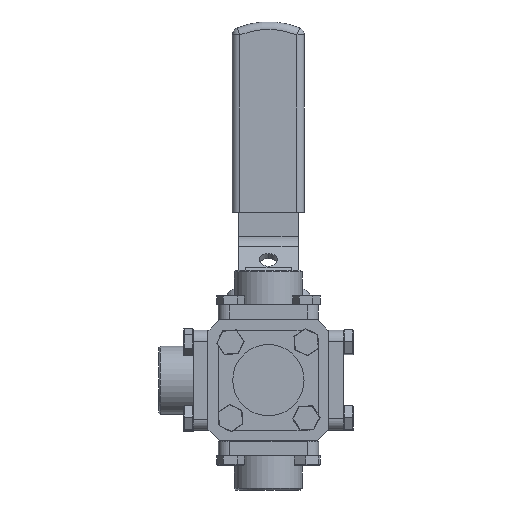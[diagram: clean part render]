
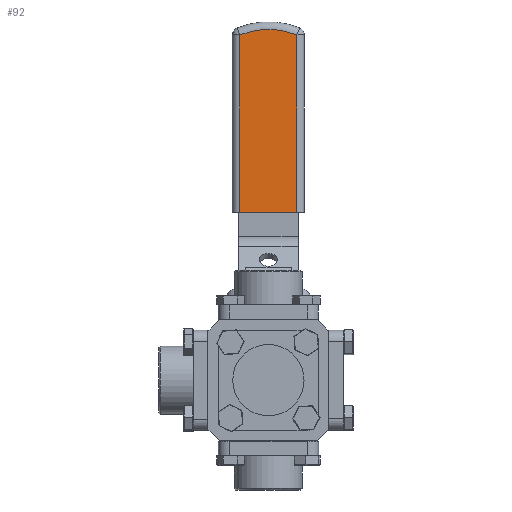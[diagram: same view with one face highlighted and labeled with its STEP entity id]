
A CAD part, front view. The second image highlights one B-rep face of the part: STEP entity #92.
In plain terms, the highlighted planar face has unit normal (0, -1, 0).
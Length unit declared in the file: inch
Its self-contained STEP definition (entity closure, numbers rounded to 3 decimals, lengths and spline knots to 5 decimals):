
#4 = CARTESIAN_POINT ( 'NONE',  ( 0.4685, 2.974, 2.77121 ) ) ;
#92 = ADVANCED_FACE ( 'NONE', ( #18495 ), #12054, .F. ) ;
#220 = ORIENTED_EDGE ( 'NONE', *, *, #4230, .T. ) ;
#1075 = VERTEX_POINT ( 'NONE', #27634 ) ;
#1689 = CARTESIAN_POINT ( 'NONE',  ( -0.5935, 2.974, 2.77121 ) ) ;
#4230 = EDGE_CURVE ( 'NONE', #9852, #6348, #19300, .T. ) ;
#6248 = EDGE_CURVE ( 'NONE', #22144, #6348, #25380, .T. ) ;
#6258 = LINE ( 'NONE', #27716, #22639 ) ;
#6348 = VERTEX_POINT ( 'NONE', #22091 ) ;
#6493 = DIRECTION ( 'NONE',  ( -1., 0., 0. ) ) ;
#7651 = CARTESIAN_POINT ( 'NONE',  ( -0.4685, 2.974, 2.77121 ) ) ;
#8093 = CARTESIAN_POINT ( 'NONE',  ( -0.4685, 2.974, 5.69046 ) ) ;
#8350 = ORIENTED_EDGE ( 'NONE', *, *, #16814, .T. ) ;
#9852 = VERTEX_POINT ( 'NONE', #8093 ) ;
#10203 = EDGE_LOOP ( 'NONE', ( #14947, #8350, #14001, #220 ) ) ;
#11177 = EDGE_CURVE ( 'NONE', #1075, #9852, #19717, .T. ) ;
#12054 = PLANE ( 'NONE',  #13931 ) ;
#13931 = AXIS2_PLACEMENT_3D ( 'NONE', #23896, #16200, #26215 ) ;
#14001 = ORIENTED_EDGE ( 'NONE', *, *, #11177, .T. ) ;
#14270 = CARTESIAN_POINT ( 'NONE',  ( 0., 2.974, 4.55588 ) ) ;
#14417 = VECTOR ( 'NONE', #21756, 39.37008 ) ;
#14729 = DIRECTION ( 'NONE',  ( -1., 0., 0. ) ) ;
#14947 = ORIENTED_EDGE ( 'NONE', *, *, #6248, .F. ) ;
#16200 = DIRECTION ( 'NONE',  ( 0., 1., 0. ) ) ;
#16814 = EDGE_CURVE ( 'NONE', #22144, #1075, #6258, .T. ) ;
#18495 = FACE_OUTER_BOUND ( 'NONE', #10203, .T. ) ;
#19199 = AXIS2_PLACEMENT_3D ( 'NONE', #14270, #19502, #14729 ) ;
#19300 = LINE ( 'NONE', #7651, #14417 ) ;
#19502 = DIRECTION ( 'NONE',  ( 0., -1., 0. ) ) ;
#19717 = CIRCLE ( 'NONE', #19199, 1.2275 ) ;
#21756 = DIRECTION ( 'NONE',  ( 0., 0., -1. ) ) ;
#22091 = CARTESIAN_POINT ( 'NONE',  ( -0.4685, 2.974, 2.77121 ) ) ;
#22144 = VERTEX_POINT ( 'NONE', #4 ) ;
#22639 = VECTOR ( 'NONE', #30389, 39.37008 ) ;
#23896 = CARTESIAN_POINT ( 'NONE',  ( 0., 2.974, 4.55588 ) ) ;
#25380 = LINE ( 'NONE', #1689, #26299 ) ;
#26215 = DIRECTION ( 'NONE',  ( -1., 0., 0. ) ) ;
#26299 = VECTOR ( 'NONE', #6493, 39.37008 ) ;
#27634 = CARTESIAN_POINT ( 'NONE',  ( 0.4685, 2.974, 5.69046 ) ) ;
#27716 = CARTESIAN_POINT ( 'NONE',  ( 0.4685, 2.974, 5.77121 ) ) ;
#30389 = DIRECTION ( 'NONE',  ( 0., 0., 1. ) ) ;
